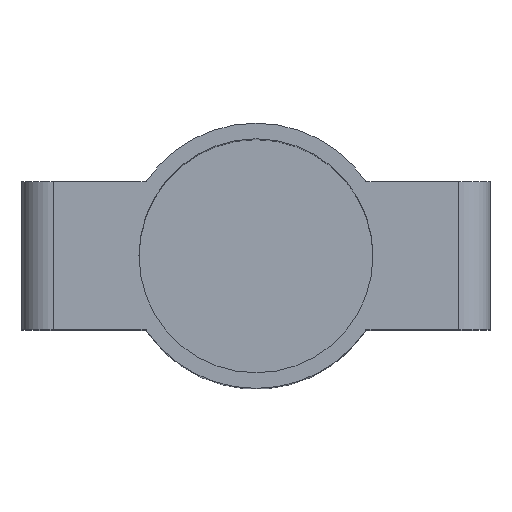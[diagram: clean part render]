
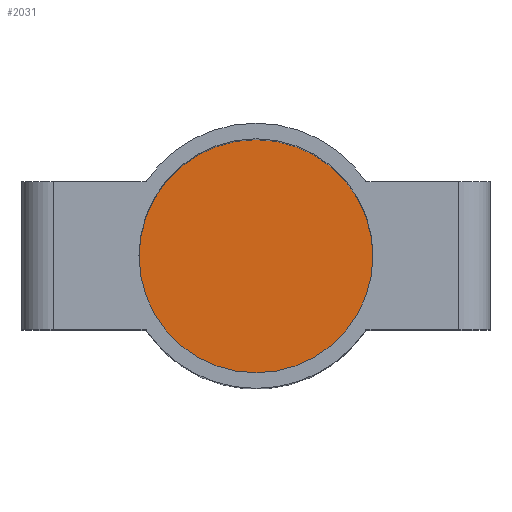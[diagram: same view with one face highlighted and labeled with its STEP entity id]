
A CAD part, top view. The second image highlights one B-rep face of the part: STEP entity #2031.
In plain terms, the highlighted planar face has unit normal (0, 0, 1).
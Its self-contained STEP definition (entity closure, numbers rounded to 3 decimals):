
#21 = EDGE_CURVE ( 'NONE', #2413, #615, #2384, .T. ) ;
#159 = AXIS2_PLACEMENT_3D ( 'NONE', #1678, #1418, #548 ) ;
#292 = FACE_OUTER_BOUND ( 'NONE', #2549, .T. ) ;
#548 = DIRECTION ( 'NONE',  ( 1., 0., 0. ) ) ;
#578 = CIRCLE ( 'NONE', #159, 7.5 ) ;
#615 = VERTEX_POINT ( 'NONE', #674 ) ;
#674 = CARTESIAN_POINT ( 'NONE',  ( -7.5, 0., 1. ) ) ;
#739 = CARTESIAN_POINT ( 'NONE',  ( 0., 0., 1. ) ) ;
#742 = DIRECTION ( 'NONE',  ( 1., 0., 0. ) ) ;
#951 = PLANE ( 'NONE',  #1193 ) ;
#989 = DIRECTION ( 'NONE',  ( 0., 0., 1. ) ) ;
#1149 = CARTESIAN_POINT ( 'NONE',  ( 7.5, 0., 1. ) ) ;
#1184 = DIRECTION ( 'NONE',  ( 1., 0., 0. ) ) ;
#1193 = AXIS2_PLACEMENT_3D ( 'NONE', #739, #989, #1184 ) ;
#1418 = DIRECTION ( 'NONE',  ( 0., 0., 1. ) ) ;
#1678 = CARTESIAN_POINT ( 'NONE',  ( 0., 0., 1. ) ) ;
#1846 = ORIENTED_EDGE ( 'NONE', *, *, #2196, .T. ) ;
#1952 = AXIS2_PLACEMENT_3D ( 'NONE', #2303, #2804, #742 ) ;
#2031 = ADVANCED_FACE ( 'NONE', ( #292 ), #951, .T. ) ;
#2196 = EDGE_CURVE ( 'NONE', #615, #2413, #578, .T. ) ;
#2303 = CARTESIAN_POINT ( 'NONE',  ( 0., 0., 1. ) ) ;
#2384 = CIRCLE ( 'NONE', #1952, 7.5 ) ;
#2413 = VERTEX_POINT ( 'NONE', #1149 ) ;
#2549 = EDGE_LOOP ( 'NONE', ( #1846, #2693 ) ) ;
#2693 = ORIENTED_EDGE ( 'NONE', *, *, #21, .T. ) ;
#2804 = DIRECTION ( 'NONE',  ( 0., 0., 1. ) ) ;
